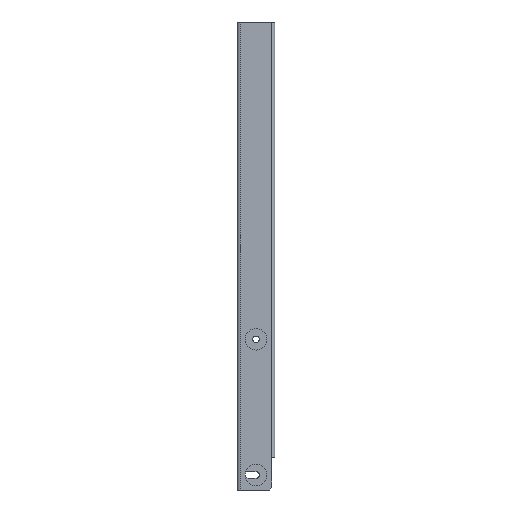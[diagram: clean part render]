
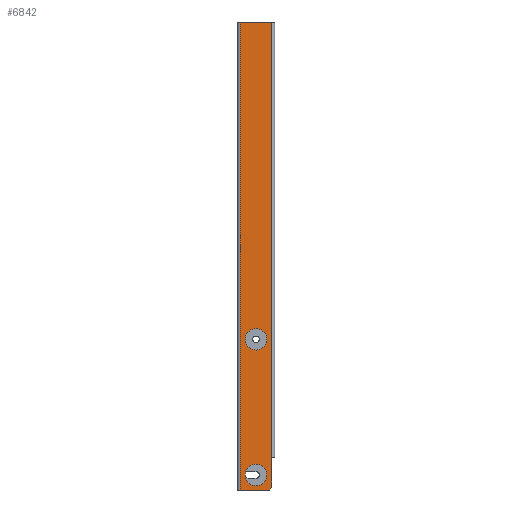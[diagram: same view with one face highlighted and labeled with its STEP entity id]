
A CAD part, left-side view. The second image highlights one B-rep face of the part: STEP entity #6842.
In plain terms, the highlighted planar face has unit normal (-1, 0, 0).
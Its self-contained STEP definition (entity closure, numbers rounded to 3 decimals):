
#273=DIRECTION('',(0.,-1.,0.));
#274=VECTOR('',#273,34.);
#275=CARTESIAN_POINT('',(-10.,17.,500.));
#276=LINE('',#275,#274);
#989=CARTESIAN_POINT('',(-10.,0.,16.));
#990=DIRECTION('',(1.,0.,0.));
#991=DIRECTION('',(0.,1.,0.));
#992=AXIS2_PLACEMENT_3D('',#989,#990,#991);
#994=CARTESIAN_POINT('',(-10.,0.,16.));
#995=DIRECTION('',(1.,0.,0.));
#996=DIRECTION('',(0.,-1.,0.));
#997=AXIS2_PLACEMENT_3D('',#994,#995,#996);
#999=CARTESIAN_POINT('',(-10.,0.,161.));
#1000=DIRECTION('',(1.,0.,0.));
#1001=DIRECTION('',(0.,1.,0.));
#1002=AXIS2_PLACEMENT_3D('',#999,#1000,#1001);
#1004=CARTESIAN_POINT('',(-10.,0.,161.));
#1005=DIRECTION('',(1.,0.,0.));
#1006=DIRECTION('',(0.,-1.,0.));
#1007=AXIS2_PLACEMENT_3D('',#1004,#1005,#1006);
#1009=DIRECTION('',(0.,-0.707,0.707));
#1010=VECTOR('',#1009,4.243);
#1011=CARTESIAN_POINT('',(-10.,-14.,0.));
#1012=LINE('',#1011,#1010);
#1013=DIRECTION('',(0.,0.,-1.));
#1014=VECTOR('',#1013,500.);
#1015=CARTESIAN_POINT('',(-10.,17.,500.));
#1016=LINE('',#1015,#1014);
#1017=DIRECTION('',(0.,0.,-1.));
#1018=VECTOR('',#1017,465.);
#1019=CARTESIAN_POINT('',(-10.,-17.,500.));
#1020=LINE('',#1019,#1018);
#1021=DIRECTION('',(0.,0.,1.));
#1022=VECTOR('',#1021,32.);
#1023=CARTESIAN_POINT('',(-10.,-17.,3.));
#1024=LINE('',#1023,#1022);
#4569=DIRECTION('',(0.,-1.,0.));
#4570=VECTOR('',#4569,31.);
#4571=CARTESIAN_POINT('',(-10.,17.,0.));
#4572=LINE('',#4571,#4570);
#4613=CARTESIAN_POINT('',(-10.,17.,0.));
#4615=VERTEX_POINT('',#4613);
#4619=CARTESIAN_POINT('',(-10.,17.,500.));
#4620=VERTEX_POINT('',#4619);
#4621=CARTESIAN_POINT('',(-10.,-17.,500.));
#4623=VERTEX_POINT('',#4621);
#4647=CARTESIAN_POINT('',(-10.,11.5,16.));
#4648=CARTESIAN_POINT('',(-10.,-11.5,16.));
#4649=VERTEX_POINT('',#4647);
#4650=VERTEX_POINT('',#4648);
#4655=CARTESIAN_POINT('',(-10.,11.5,161.));
#4657=VERTEX_POINT('',#4655);
#4659=CARTESIAN_POINT('',(-10.,-11.5,161.));
#4661=VERTEX_POINT('',#4659);
#4741=CARTESIAN_POINT('',(-10.,-17.,35.));
#4742=VERTEX_POINT('',#4741);
#4743=CARTESIAN_POINT('',(-10.,-14.,0.));
#4744=CARTESIAN_POINT('',(-10.,-17.,3.));
#4745=VERTEX_POINT('',#4743);
#4746=VERTEX_POINT('',#4744);
#6814=CARTESIAN_POINT('',(-10.,20.,0.));
#6815=DIRECTION('',(-1.,0.,0.));
#6816=DIRECTION('',(0.,-1.,0.));
#6817=AXIS2_PLACEMENT_3D('',#6814,#6815,#6816);
#6818=PLANE('',#6817);
#6819=ORIENTED_EDGE('',*,*,#6804,.F.);
#6821=ORIENTED_EDGE('',*,*,#6820,.F.);
#6823=ORIENTED_EDGE('',*,*,#6822,.F.);
#6824=ORIENTED_EDGE('',*,*,#5897,.T.);
#6826=ORIENTED_EDGE('',*,*,#6825,.T.);
#6827=ORIENTED_EDGE('',*,*,#6777,.F.);
#6828=EDGE_LOOP('',(#6819,#6821,#6823,#6824,#6826,#6827));
#6829=FACE_OUTER_BOUND('',#6828,.F.);
#6831=ORIENTED_EDGE('',*,*,#6830,.F.);
#6833=ORIENTED_EDGE('',*,*,#6832,.F.);
#6834=EDGE_LOOP('',(#6831,#6833));
#6835=FACE_BOUND('',#6834,.F.);
#6837=ORIENTED_EDGE('',*,*,#6836,.F.);
#6839=ORIENTED_EDGE('',*,*,#6838,.F.);
#6840=EDGE_LOOP('',(#6837,#6839));
#6841=FACE_BOUND('',#6840,.F.);
#6842=ADVANCED_FACE('',(#6829,#6835,#6841),#6818,.T.);
#993=CIRCLE('',#992,11.5);
#998=CIRCLE('',#997,11.5);
#1003=CIRCLE('',#1002,11.5);
#1008=CIRCLE('',#1007,11.5);
#5897=EDGE_CURVE('',#4620,#4623,#276,.T.);
#6777=EDGE_CURVE('',#4746,#4742,#1024,.T.);
#6804=EDGE_CURVE('',#4745,#4746,#1012,.T.);
#6820=EDGE_CURVE('',#4615,#4745,#4572,.T.);
#6822=EDGE_CURVE('',#4620,#4615,#1016,.T.);
#6825=EDGE_CURVE('',#4623,#4742,#1020,.T.);
#6830=EDGE_CURVE('',#4657,#4661,#1003,.T.);
#6832=EDGE_CURVE('',#4661,#4657,#1008,.T.);
#6836=EDGE_CURVE('',#4649,#4650,#993,.T.);
#6838=EDGE_CURVE('',#4650,#4649,#998,.T.);
